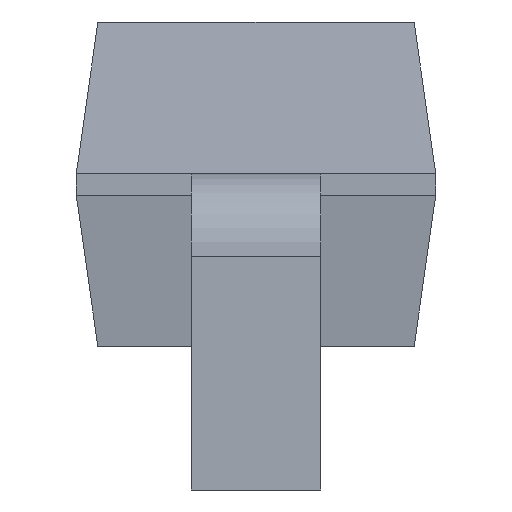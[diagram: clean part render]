
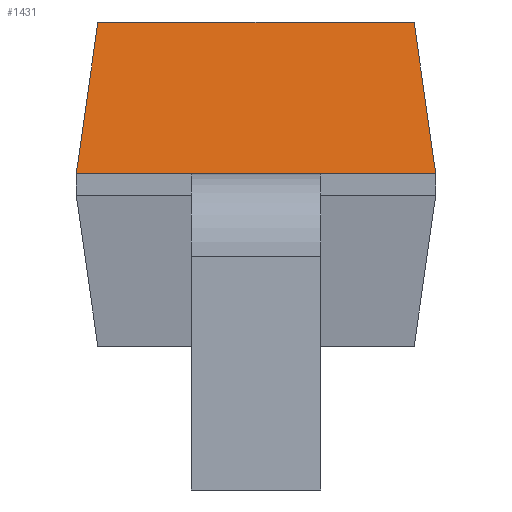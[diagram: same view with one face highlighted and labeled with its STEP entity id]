
A CAD part, left-side view. The second image highlights one B-rep face of the part: STEP entity #1431.
In plain terms, the highlighted planar face has unit normal (-0.99, 0, 0.141).
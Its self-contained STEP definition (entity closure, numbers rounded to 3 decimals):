
#6 = VERTEX_POINT ( 'NONE', #777 ) ;
#24 = LINE ( 'NONE', #1530, #1195 ) ;
#26 = EDGE_CURVE ( 'NONE', #751, #1012, #159, .T. ) ;
#43 = DIRECTION ( 'NONE',  ( 0.14, -0.14, 0.98 ) ) ;
#62 = FACE_OUTER_BOUND ( 'NONE', #788, .T. ) ;
#84 = ORIENTED_EDGE ( 'NONE', *, *, #113, .T. ) ;
#98 = VERTEX_POINT ( 'NONE', #1104 ) ;
#113 = EDGE_CURVE ( 'NONE', #258, #484, #1235, .T. ) ;
#146 = AXIS2_PLACEMENT_3D ( 'NONE', #1136, #963, #796 ) ;
#147 = EDGE_CURVE ( 'NONE', #98, #1012, #692, .T. ) ;
#159 = LINE ( 'NONE', #1666, #1187 ) ;
#200 = CARTESIAN_POINT ( 'NONE',  ( -3.5, 2.5, 2.4 ) ) ;
#258 = VERTEX_POINT ( 'NONE', #1385 ) ;
#331 = DIRECTION ( 'NONE',  ( 0., -1., 0. ) ) ;
#379 = LINE ( 'NONE', #200, #1294 ) ;
#484 = VERTEX_POINT ( 'NONE', #900 ) ;
#509 = CARTESIAN_POINT ( 'NONE',  ( -3.5, 7.3, 2.4 ) ) ;
#539 = CARTESIAN_POINT ( 'NONE',  ( -3.2, -2.2, 4.5 ) ) ;
#574 = VECTOR ( 'NONE', #331, 1000. ) ;
#692 = LINE ( 'NONE', #509, #574 ) ;
#729 = VECTOR ( 'NONE', #991, 1000. ) ;
#751 = VERTEX_POINT ( 'NONE', #539 ) ;
#777 = CARTESIAN_POINT ( 'NONE',  ( -3.2, 2.2, 4.5 ) ) ;
#788 = EDGE_LOOP ( 'NONE', ( #1493, #1342, #84, #1542, #1469, #857 ) ) ;
#794 = EDGE_CURVE ( 'NONE', #258, #6, #379, .T. ) ;
#796 = DIRECTION ( 'NONE',  ( 0.141, 0., 0.99 ) ) ;
#857 = ORIENTED_EDGE ( 'NONE', *, *, #26, .F. ) ;
#878 = DIRECTION ( 'NONE',  ( 0., -1., 0. ) ) ;
#900 = CARTESIAN_POINT ( 'NONE',  ( -3.5, 0.9, 2.4 ) ) ;
#963 = DIRECTION ( 'NONE',  ( -0.99, 0., 0.141 ) ) ;
#964 = CARTESIAN_POINT ( 'NONE',  ( -3.5, -2.5, 2.4 ) ) ;
#991 = DIRECTION ( 'NONE',  ( 0., -1., 0. ) ) ;
#1012 = VERTEX_POINT ( 'NONE', #964 ) ;
#1060 = CARTESIAN_POINT ( 'NONE',  ( -3.5, 7.3, 2.4 ) ) ;
#1104 = CARTESIAN_POINT ( 'NONE',  ( -3.5, -0.9, 2.4 ) ) ;
#1136 = CARTESIAN_POINT ( 'NONE',  ( -3.5, 7.3, 2.4 ) ) ;
#1169 = CARTESIAN_POINT ( 'NONE',  ( -3.5, 7.3, 2.4 ) ) ;
#1173 = EDGE_CURVE ( 'NONE', #484, #98, #1340, .T. ) ;
#1187 = VECTOR ( 'NONE', #1503, 1000. ) ;
#1195 = VECTOR ( 'NONE', #1350, 1000. ) ;
#1235 = LINE ( 'NONE', #1060, #1562 ) ;
#1294 = VECTOR ( 'NONE', #43, 1000. ) ;
#1311 = PLANE ( 'NONE',  #146 ) ;
#1340 = LINE ( 'NONE', #1169, #729 ) ;
#1342 = ORIENTED_EDGE ( 'NONE', *, *, #794, .F. ) ;
#1350 = DIRECTION ( 'NONE',  ( 0., 1., 0. ) ) ;
#1385 = CARTESIAN_POINT ( 'NONE',  ( -3.5, 2.5, 2.4 ) ) ;
#1431 = ADVANCED_FACE ( 'NONE', ( #62 ), #1311, .T. ) ;
#1469 = ORIENTED_EDGE ( 'NONE', *, *, #147, .T. ) ;
#1493 = ORIENTED_EDGE ( 'NONE', *, *, #1670, .T. ) ;
#1503 = DIRECTION ( 'NONE',  ( -0.14, -0.14, -0.98 ) ) ;
#1530 = CARTESIAN_POINT ( 'NONE',  ( -3.2, 7.3, 4.5 ) ) ;
#1542 = ORIENTED_EDGE ( 'NONE', *, *, #1173, .T. ) ;
#1562 = VECTOR ( 'NONE', #878, 1000. ) ;
#1666 = CARTESIAN_POINT ( 'NONE',  ( -3.2, -2.2, 4.5 ) ) ;
#1670 = EDGE_CURVE ( 'NONE', #751, #6, #24, .T. ) ;
